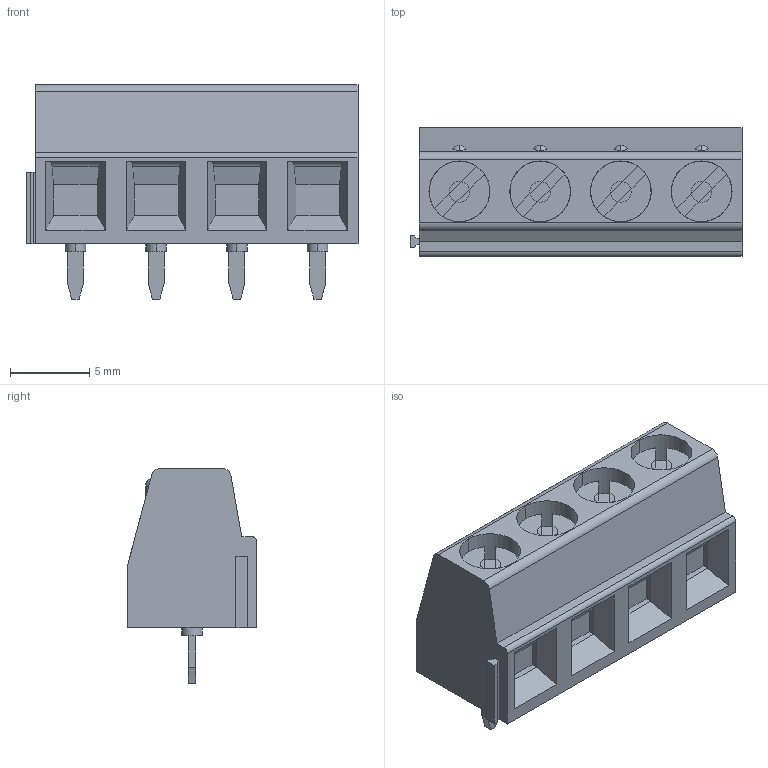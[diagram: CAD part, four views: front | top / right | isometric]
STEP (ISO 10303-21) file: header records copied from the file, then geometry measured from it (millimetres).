
FILE_DESCRIPTION(('STEP AP203'),'1');
FILE_NAME('1729144.stp','2023-08-05T06:17:00',('TraceParts'),('TraceParts S.A.'),'Spatial InterOp 3D',' ',' ');
FILE_SCHEMA(('CONFIG_CONTROL_DESIGN'));
Length unit declared in the file: millimetre
Products named in the file (1): 1
Bounding box: 20.89 x 8.1 x 13.5 mm (x, y, z)
Volume: 1311.1 mm3; surface area: 1142.5 mm2
Topology: 1 solids, 1 shells, 239 faces, 575 edges, 366 vertices
Faces by surface type: plane 170, cylinder 53, cone 8, sphere 8
Entity records: 7543 total; most frequent: CARTESIAN_POINT 1805, DIRECTION 1205, ORIENTED_EDGE 1150, EDGE_CURVE 575, LINE 409, VECTOR 409, AXIS2_PLACEMENT_3D 398, VERTEX_POINT 366
